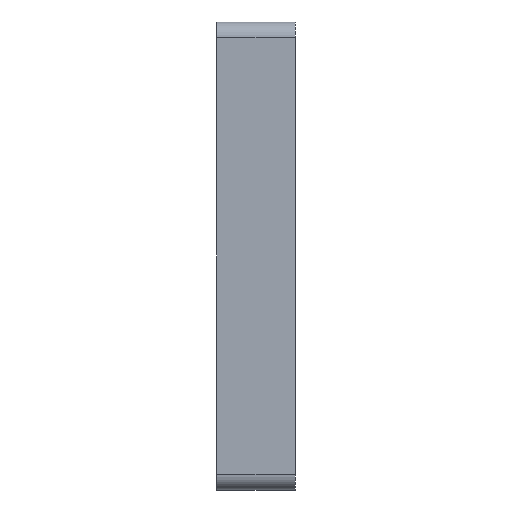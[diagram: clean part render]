
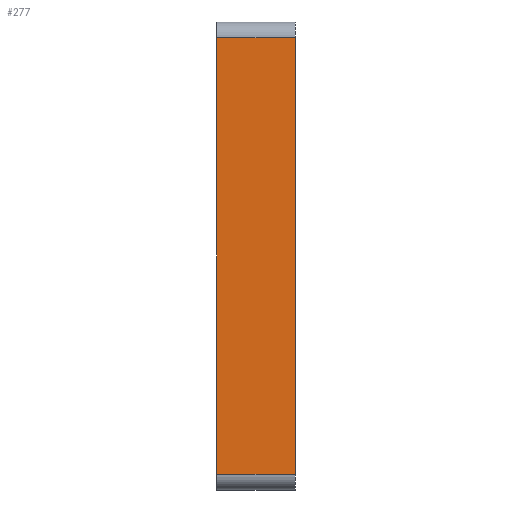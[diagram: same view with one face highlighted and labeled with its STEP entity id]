
A CAD part, left-side view. The second image highlights one B-rep face of the part: STEP entity #277.
In plain terms, the highlighted planar face has unit normal (-1, 0, 0).
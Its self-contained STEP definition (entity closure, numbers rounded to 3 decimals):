
#79 = VECTOR ( 'NONE', #4094, 1000. ) ;
#224 = CARTESIAN_POINT ( 'NONE',  ( -44.95, 15., -41.95 ) ) ;
#277 = ADVANCED_FACE ( 'NONE', ( #1767 ), #4661, .F. ) ;
#377 = LINE ( 'NONE', #5538, #2538 ) ;
#572 = ORIENTED_EDGE ( 'NONE', *, *, #5569, .T. ) ;
#655 = CARTESIAN_POINT ( 'NONE',  ( -44.95, 0., 41.95 ) ) ;
#1014 = AXIS2_PLACEMENT_3D ( 'NONE', #1121, #5111, #4206 ) ;
#1121 = CARTESIAN_POINT ( 'NONE',  ( -44.95, 15., 44.95 ) ) ;
#1165 = EDGE_CURVE ( 'NONE', #3440, #2904, #377, .T. ) ;
#1753 = VECTOR ( 'NONE', #3407, 1000. ) ;
#1767 = FACE_OUTER_BOUND ( 'NONE', #2096, .T. ) ;
#1944 = ORIENTED_EDGE ( 'NONE', *, *, #2552, .F. ) ;
#2033 = LINE ( 'NONE', #3448, #1753 ) ;
#2058 = ORIENTED_EDGE ( 'NONE', *, *, #3075, .T. ) ;
#2092 = LINE ( 'NONE', #2727, #79 ) ;
#2096 = EDGE_LOOP ( 'NONE', ( #2058, #2247, #1944, #572 ) ) ;
#2132 = CARTESIAN_POINT ( 'NONE',  ( -44.95, 0., -41.95 ) ) ;
#2247 = ORIENTED_EDGE ( 'NONE', *, *, #1165, .T. ) ;
#2376 = DIRECTION ( 'NONE',  ( 0., 1., 0. ) ) ;
#2402 = DIRECTION ( 'NONE',  ( 0., -1., 0. ) ) ;
#2471 = VERTEX_POINT ( 'NONE', #3805 ) ;
#2538 = VECTOR ( 'NONE', #2376, 1000. ) ;
#2552 = EDGE_CURVE ( 'NONE', #2471, #2904, #2033, .T. ) ;
#2727 = CARTESIAN_POINT ( 'NONE',  ( -44.95, 0., 44.95 ) ) ;
#2904 = VERTEX_POINT ( 'NONE', #4335 ) ;
#3075 = EDGE_CURVE ( 'NONE', #3943, #3440, #2092, .T. ) ;
#3407 = DIRECTION ( 'NONE',  ( 0., 0., 1. ) ) ;
#3440 = VERTEX_POINT ( 'NONE', #655 ) ;
#3448 = CARTESIAN_POINT ( 'NONE',  ( -44.95, 15., 44.95 ) ) ;
#3805 = CARTESIAN_POINT ( 'NONE',  ( -44.95, 15., -41.95 ) ) ;
#3943 = VERTEX_POINT ( 'NONE', #2132 ) ;
#4094 = DIRECTION ( 'NONE',  ( 0., 0., 1. ) ) ;
#4206 = DIRECTION ( 'NONE',  ( 0., 0., -1. ) ) ;
#4303 = VECTOR ( 'NONE', #2402, 1000. ) ;
#4335 = CARTESIAN_POINT ( 'NONE',  ( -44.95, 15., 41.95 ) ) ;
#4438 = LINE ( 'NONE', #224, #4303 ) ;
#4661 = PLANE ( 'NONE',  #1014 ) ;
#5111 = DIRECTION ( 'NONE',  ( 1., 0., 0. ) ) ;
#5538 = CARTESIAN_POINT ( 'NONE',  ( -44.95, 15., 41.95 ) ) ;
#5569 = EDGE_CURVE ( 'NONE', #2471, #3943, #4438, .T. ) ;
